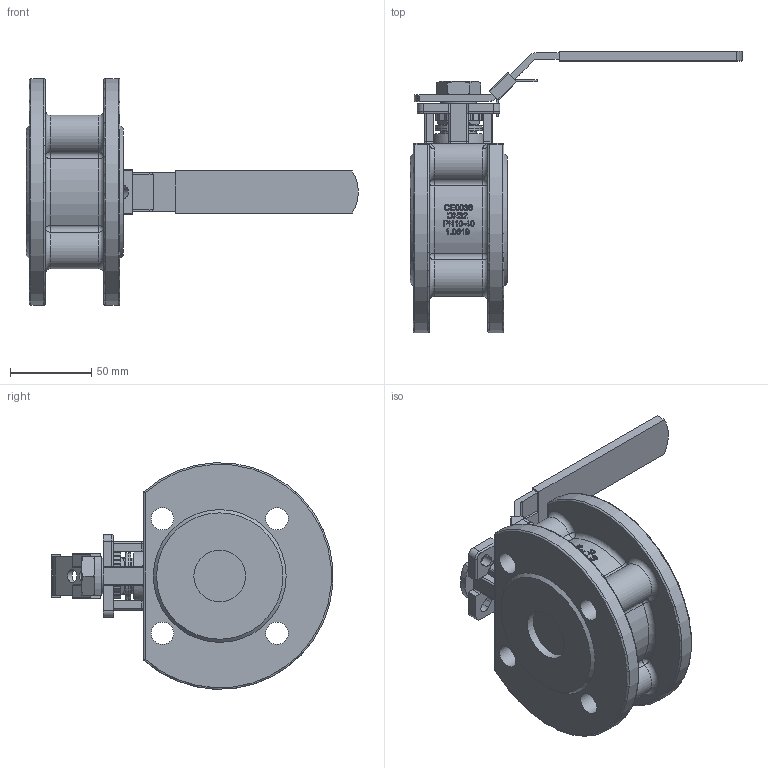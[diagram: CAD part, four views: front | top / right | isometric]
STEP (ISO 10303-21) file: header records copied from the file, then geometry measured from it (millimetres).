
FILE_DESCRIPTION(/* description */ ('Kugelhahn DN 32 handbetätigt - Konturvereinfachung'),/* implementation_level */ '2;1');
FILE_NAME(/* name */ '79-32-40.stp',/* time_stamp */ '2016-10-31T12:17:33+01:00',/* author */ ('sci'),/* organization */ (''),/* preprocessor_version */ 'ST-DEVELOPER v16.1',/* originating_system */ 'Autodesk Inventor 2016',/* authorisation */ '');
FILE_SCHEMA (('AUTOMOTIVE_DESIGN { 1 0 10303 214 3 1 1 }'));
Products named in the file (1): ENG-006100
Bounding box: 204.92 x 173.76 x 139.82 mm (x, y, z)
Volume: 600945.6 mm3; surface area: 100099.8 mm2
Topology: 3 solids, 3 shells, 1274 faces, 3617 edges, 2327 vertices
Faces by surface type: plane 530, cylinder 325, bspline 316, torus 54, cone 33, sphere 16
Full cylindrical faces by diameter (mm): 5 x4, 8 x2, 12.751 x1, 13.835 x4, 15 x1, 15.6 x4, 22 x2, 29 x2, 32 x2, 33 x1
Entity records: 108036 total; most frequent: CARTESIAN_POINT 76485, ORIENTED_EDGE 7088, DIRECTION 5031, EDGE_CURVE 3542, VERTEX_POINT 2300, LINE 1829, VECTOR 1829, AXIS2_PLACEMENT_3D 1601
